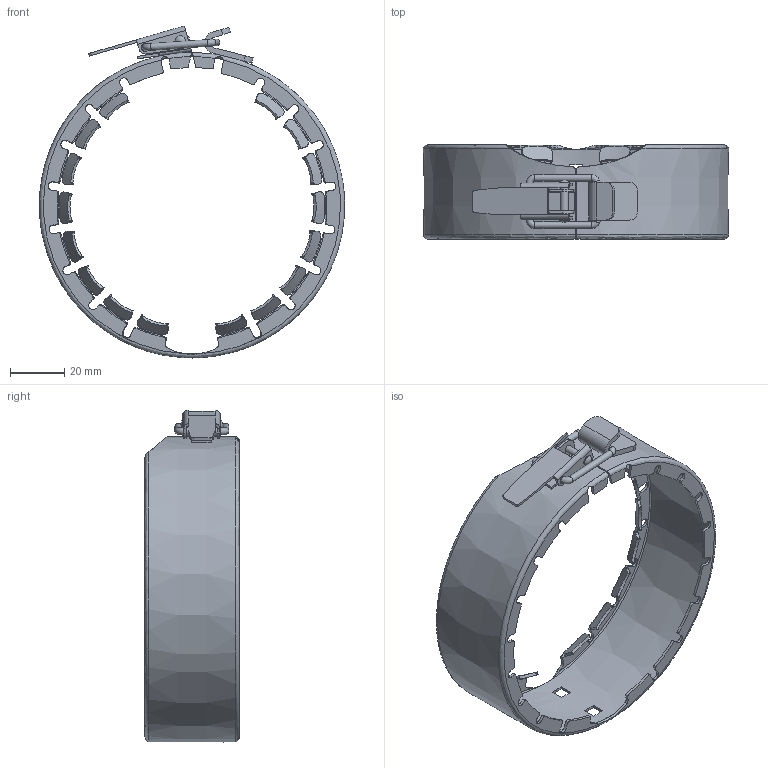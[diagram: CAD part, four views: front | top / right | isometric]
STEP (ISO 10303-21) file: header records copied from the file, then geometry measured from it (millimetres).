
FILE_DESCRIPTION(/* description */ ('STEP AP214'),/* implementation_level */ '2;1');
FILE_NAME(/* name */ '881520z.stp',/* time_stamp */ '2025-04-01T11:10:06+02:00',/* author */ ('corinna'),/* organization */ (''),/* preprocessor_version */ 'ST-DEVELOPER v20',/* originating_system */ 'Autodesk Inventor 2024',/* authorisation */ '');
FILE_SCHEMA (('AUTOMOTIVE_DESIGN { 1 0 10303 214 3 1 1 }'));
Products named in the file (1): 881520z
Bounding box: 113.06 x 34.86 x 122.92 mm (x, y, z)
Volume: 17682.7 mm3; surface area: 36166.4 mm2
Topology: 6 solids, 6 shells, 1089 faces, 3114 edges, 2039 vertices
Faces by surface type: bspline 893, plane 136, cylinder 51, torus 7, sphere 2
Full cylindrical faces by diameter (mm): 2.5 x4, 2.8 x1, 3 x8
Entity records: 81714 total; most frequent: CARTESIAN_POINT 57650, ORIENTED_EDGE 6228, EDGE_CURVE 3114, DIRECTION 2954, VERTEX_POINT 2039, LINE 1334, VECTOR 1334, B_SPLINE_CURVE_WITH_KNOTS 1167
